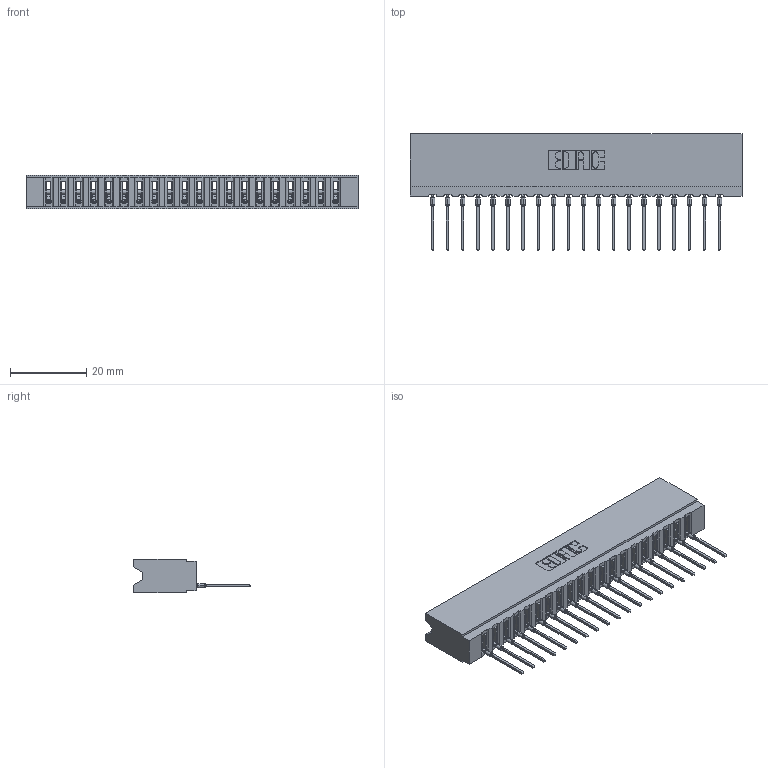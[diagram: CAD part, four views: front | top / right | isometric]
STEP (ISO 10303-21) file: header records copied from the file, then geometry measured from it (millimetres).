
FILE_DESCRIPTION (( 'STEP AP203' ), '1' );
FILE_NAME ('737-020-540-106.STEP', '2026-02-24T21:44:26', ( '' ), ( '' ), 'SwSTEP 2.0', 'SolidWorks 2023', '' );
FILE_SCHEMA (( 'CONFIG_CONTROL_DESIGN' ));
Length unit declared in the file: millimetre
Products named in the file (3): 737 Part_Insulator Option - 06; 745-292-001_540; 737-020-540-106
Assembly tree (21 placements, depth 2):
  737-020-540-106
    737 Part_Insulator Option - 06
    745-292-001_540  x20
Bounding box: 87.12 x 30.62 x 8.89 mm (x, y, z)
Volume: 8532.7 mm3; surface area: 11617 mm2
Topology: 21 solids, 21 shells, 2355 faces, 6477 edges, 4090 vertices
Faces by surface type: plane 1415, cylinder 420, bspline 400, torus 120
Entity records: 36681 total; most frequent: CARTESIAN_POINT 6968, ORIENTED_EDGE 6380, DIRECTION 5548, EDGE_CURVE 3190, VECTOR 2888, LINE 2888, VERTEX_POINT 2038, AXIS2_PLACEMENT_3D 1330
